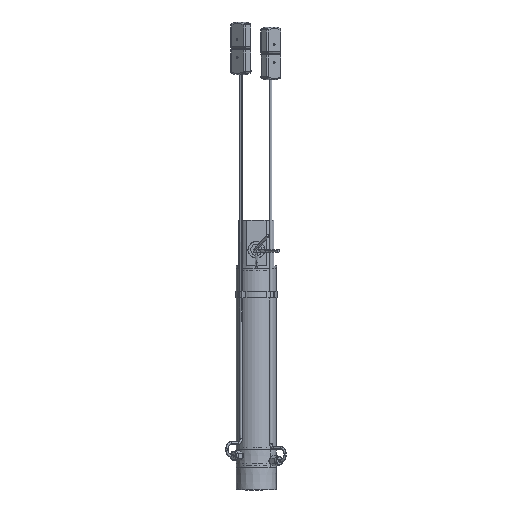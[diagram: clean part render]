
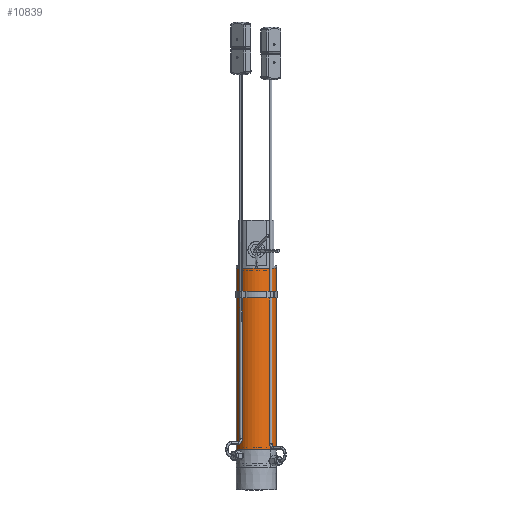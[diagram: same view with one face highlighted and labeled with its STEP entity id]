
A CAD part, front view. The second image highlights one B-rep face of the part: STEP entity #10839.
In plain terms, the highlighted cylindrical face has radius 25.4 mm (diameter 50.8 mm), a partial arc.
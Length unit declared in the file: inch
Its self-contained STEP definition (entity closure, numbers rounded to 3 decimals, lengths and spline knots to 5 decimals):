
#102 = CARTESIAN_POINT ( 'NONE',  ( 0., 0., -9.926 ) ) ;
#191 = DIRECTION ( 'NONE',  ( 0., 0., -1. ) ) ;
#997 = VERTEX_POINT ( 'NONE', #9930 ) ;
#1218 = DIRECTION ( 'NONE',  ( 0.958, 0.288, 0. ) ) ;
#1647 = ORIENTED_EDGE ( 'NONE', *, *, #4594, .T. ) ;
#1689 = CARTESIAN_POINT ( 'NONE',  ( 0.95752, 0.28837, -0.926 ) ) ;
#1914 = CARTESIAN_POINT ( 'NONE',  ( -0.95752, -0.28837, -0.926 ) ) ;
#1926 = DIRECTION ( 'NONE',  ( 0., 0., 1. ) ) ;
#2095 = CARTESIAN_POINT ( 'NONE',  ( -0.95752, -0.28837, -9.926 ) ) ;
#2129 = CYLINDRICAL_SURFACE ( 'NONE', #11867, 1. ) ;
#2604 = CARTESIAN_POINT ( 'NONE',  ( -0.95752, -0.28837, -9.926 ) ) ;
#3161 = ORIENTED_EDGE ( 'NONE', *, *, #11052, .F. ) ;
#3348 = ORIENTED_EDGE ( 'NONE', *, *, #11125, .T. ) ;
#4594 = EDGE_CURVE ( 'NONE', #10607, #13793, #10570, .T. ) ;
#5422 = DIRECTION ( 'NONE',  ( 0., 0., 1. ) ) ;
#6283 = LINE ( 'NONE', #2095, #8887 ) ;
#6392 = LINE ( 'NONE', #11906, #9324 ) ;
#6824 = CARTESIAN_POINT ( 'NONE',  ( 0., 0., -0.926 ) ) ;
#7837 = EDGE_LOOP ( 'NONE', ( #3161, #3348, #7955, #1647 ) ) ;
#7858 = DIRECTION ( 'NONE',  ( 0., 0., 1. ) ) ;
#7936 = DIRECTION ( 'NONE',  ( 0.958, 0.288, 0. ) ) ;
#7955 = ORIENTED_EDGE ( 'NONE', *, *, #13400, .T. ) ;
#8215 = CIRCLE ( 'NONE', #13097, 1. ) ;
#8712 = CARTESIAN_POINT ( 'NONE',  ( 0., 0., -9.926 ) ) ;
#8887 = VECTOR ( 'NONE', #10928, 39.37008 ) ;
#9324 = VECTOR ( 'NONE', #1926, 39.37008 ) ;
#9487 = VERTEX_POINT ( 'NONE', #2604 ) ;
#9930 = CARTESIAN_POINT ( 'NONE',  ( 0.95752, 0.28837, -9.926 ) ) ;
#10570 = CIRCLE ( 'NONE', #13583, 1. ) ;
#10607 = VERTEX_POINT ( 'NONE', #1689 ) ;
#10839 = ADVANCED_FACE ( 'NONE', ( #10938 ), #2129, .T. ) ;
#10928 = DIRECTION ( 'NONE',  ( 0., 0., 1. ) ) ;
#10938 = FACE_OUTER_BOUND ( 'NONE', #7837, .T. ) ;
#11052 = EDGE_CURVE ( 'NONE', #9487, #13793, #6283, .T. ) ;
#11125 = EDGE_CURVE ( 'NONE', #9487, #997, #8215, .T. ) ;
#11867 = AXIS2_PLACEMENT_3D ( 'NONE', #8712, #5422, #13132 ) ;
#11906 = CARTESIAN_POINT ( 'NONE',  ( 0.95752, 0.28837, -9.926 ) ) ;
#13097 = AXIS2_PLACEMENT_3D ( 'NONE', #102, #7858, #1218 ) ;
#13132 = DIRECTION ( 'NONE',  ( 0.958, 0.288, 0. ) ) ;
#13400 = EDGE_CURVE ( 'NONE', #997, #10607, #6392, .T. ) ;
#13583 = AXIS2_PLACEMENT_3D ( 'NONE', #6824, #191, #7936 ) ;
#13793 = VERTEX_POINT ( 'NONE', #1914 ) ;
